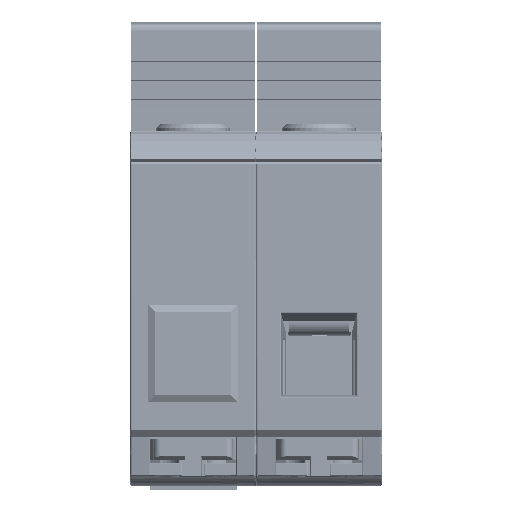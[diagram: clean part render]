
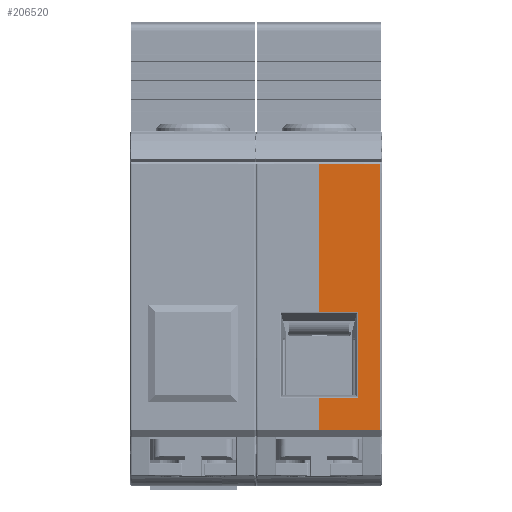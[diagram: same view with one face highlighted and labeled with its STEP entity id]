
A CAD part, front view. The second image highlights one B-rep face of the part: STEP entity #206520.
In plain terms, the highlighted planar face has unit normal (0, -1, 0).
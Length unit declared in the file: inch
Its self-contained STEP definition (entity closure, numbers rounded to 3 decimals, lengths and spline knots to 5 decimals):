
#4194 = CARTESIAN_POINT ( 'NONE',  ( -0.15945, -1.77165, 0.67802 ) ) ;
#7559 = VECTOR ( 'NONE', #57591, 39.37008 ) ;
#8894 = VECTOR ( 'NONE', #73076, 39.37008 ) ;
#12236 = CARTESIAN_POINT ( 'NONE',  ( 0., -1.77165, -0.99409 ) ) ;
#13105 = EDGE_CURVE ( 'NONE', #95329, #31077, #203522, .T. ) ;
#14877 = B_SPLINE_CURVE_WITH_KNOTS ( 'NONE', 3,
 ( #156593, #59811, #119338, #41156 ),
 .UNSPECIFIED., .F., .F.,
 ( 4, 4 ),
 ( 0., 1. ),
 .UNSPECIFIED. ) ;
#15328 = ORIENTED_EDGE ( 'NONE', *, *, #70249, .T. ) ;
#17053 = CARTESIAN_POINT ( 'NONE',  ( 0., -1.77165, 0.01858 ) ) ;
#17275 = EDGE_CURVE ( 'NONE', #87191, #235840, #76229, .T. ) ;
#21584 = DIRECTION ( 'NONE',  ( 0., 0., 1. ) ) ;
#21920 = DIRECTION ( 'NONE',  ( 1., 0., 0. ) ) ;
#22667 = EDGE_LOOP ( 'NONE', ( #230800, #40611, #144261, #15328, #126276, #28679, #138370, #66533, #175570, #52310 ) ) ;
#26251 = VECTOR ( 'NONE', #21920, 39.37008 ) ;
#28679 = ORIENTED_EDGE ( 'NONE', *, *, #13105, .F. ) ;
#31077 = VERTEX_POINT ( 'NONE', #90573 ) ;
#33741 = CARTESIAN_POINT ( 'NONE',  ( 0., -1.77165, 0.49812 ) ) ;
#36588 = EDGE_CURVE ( 'NONE', #59742, #237247, #14877, .T. ) ;
#39038 = CARTESIAN_POINT ( 'NONE',  ( -0.15945, -1.77156, 0.67857 ) ) ;
#40611 = ORIENTED_EDGE ( 'NONE', *, *, #99112, .F. ) ;
#41156 = CARTESIAN_POINT ( 'NONE',  ( 0., -1.77165, 0.67913 ) ) ;
#48254 = LINE ( 'NONE', #121550, #177984 ) ;
#49361 = CARTESIAN_POINT ( 'NONE',  ( -0.15945, -1.77152, 0.67911 ) ) ;
#50692 = LINE ( 'NONE', #222085, #78007 ) ;
#52310 = ORIENTED_EDGE ( 'NONE', *, *, #189043, .F. ) ;
#57591 = DIRECTION ( 'NONE',  ( 1., 0., 0. ) ) ;
#58903 = FACE_OUTER_BOUND ( 'NONE', #22667, .T. ) ;
#59742 = VERTEX_POINT ( 'NONE', #49361 ) ;
#59811 = CARTESIAN_POINT ( 'NONE',  ( -0.1063, -1.77165, 0.67913 ) ) ;
#60380 = VERTEX_POINT ( 'NONE', #214962 ) ;
#64419 = EDGE_CURVE ( 'NONE', #239421, #95329, #113912, .T. ) ;
#66533 = ORIENTED_EDGE ( 'NONE', *, *, #150230, .F. ) ;
#69661 = CARTESIAN_POINT ( 'NONE',  ( 0., -1.77165, -0.99409 ) ) ;
#70249 = EDGE_CURVE ( 'NONE', #87191, #82537, #116338, .T. ) ;
#73076 = DIRECTION ( 'NONE',  ( 0., 0., -1. ) ) ;
#73477 = DIRECTION ( 'NONE',  ( -1., 0., 0. ) ) ;
#76229 = LINE ( 'NONE', #227722, #7559 ) ;
#78007 = VECTOR ( 'NONE', #201000, 39.37008 ) ;
#79867 = VERTEX_POINT ( 'NONE', #206924 ) ;
#80287 = DIRECTION ( 'NONE',  ( 0., 0., -1. ) ) ;
#82537 = VERTEX_POINT ( 'NONE', #124459 ) ;
#87191 = VERTEX_POINT ( 'NONE', #236622 ) ;
#90573 = CARTESIAN_POINT ( 'NONE',  ( 0., -1.77165, -0.81152 ) ) ;
#90989 = VECTOR ( 'NONE', #80287, 39.37008 ) ;
#95329 = VERTEX_POINT ( 'NONE', #222138 ) ;
#99112 = EDGE_CURVE ( 'NONE', #235840, #59742, #174281, .T. ) ;
#107795 = EDGE_CURVE ( 'NONE', #60380, #79867, #185250, .T. ) ;
#107833 = DIRECTION ( 'NONE',  ( 0., 0., -1. ) ) ;
#108140 = DIRECTION ( 'NONE',  ( 0., 0., -1. ) ) ;
#113912 = LINE ( 'NONE', #17053, #26251 ) ;
#116004 = PLANE ( 'NONE',  #178711 ) ;
#116338 = LINE ( 'NONE', #188443, #90989 ) ;
#119338 = CARTESIAN_POINT ( 'NONE',  ( -0.05315, -1.77165, 0.67913 ) ) ;
#121550 = CARTESIAN_POINT ( 'NONE',  ( -0.21755, -1.77165, -0.99409 ) ) ;
#124459 = CARTESIAN_POINT ( 'NONE',  ( -0.34055, -1.77165, -0.81152 ) ) ;
#126276 = ORIENTED_EDGE ( 'NONE', *, *, #177290, .F. ) ;
#138370 = ORIENTED_EDGE ( 'NONE', *, *, #64419, .F. ) ;
#142028 = CARTESIAN_POINT ( 'NONE',  ( -0.15945, -1.77165, 0.67748 ) ) ;
#143557 = VECTOR ( 'NONE', #108140, 39.37008 ) ;
#144261 = ORIENTED_EDGE ( 'NONE', *, *, #17275, .F. ) ;
#148525 = VECTOR ( 'NONE', #73477, 39.37008 ) ;
#150230 = EDGE_CURVE ( 'NONE', #79867, #239421, #48254, .T. ) ;
#154502 = CARTESIAN_POINT ( 'NONE',  ( -0.15945, -1.77152, 0.67911 ) ) ;
#156593 = CARTESIAN_POINT ( 'NONE',  ( -0.15945, -1.77152, 0.67911 ) ) ;
#173117 = CARTESIAN_POINT ( 'NONE',  ( 0., -1.77165, -0.99409 ) ) ;
#174281 = B_SPLINE_CURVE_WITH_KNOTS ( 'NONE', 3,
 ( #174359, #4194, #39038, #154502 ),
 .UNSPECIFIED., .F., .F.,
 ( 4, 4 ),
 ( 0., 1. ),
 .UNSPECIFIED. ) ;
#174359 = CARTESIAN_POINT ( 'NONE',  ( -0.15945, -1.77165, 0.67748 ) ) ;
#175570 = ORIENTED_EDGE ( 'NONE', *, *, #107795, .F. ) ;
#177290 = EDGE_CURVE ( 'NONE', #31077, #82537, #50692, .T. ) ;
#177984 = VECTOR ( 'NONE', #107833, 39.37008 ) ;
#178711 = AXIS2_PLACEMENT_3D ( 'NONE', #173117, #191749, #21584 ) ;
#185250 = LINE ( 'NONE', #33741, #148525 ) ;
#188443 = CARTESIAN_POINT ( 'NONE',  ( -0.34055, -1.77165, -0.81152 ) ) ;
#189043 = EDGE_CURVE ( 'NONE', #237247, #60380, #239788, .T. ) ;
#191749 = DIRECTION ( 'NONE',  ( 0., 1., 0. ) ) ;
#194316 = CARTESIAN_POINT ( 'NONE',  ( 0., -1.77165, 0.67913 ) ) ;
#201000 = DIRECTION ( 'NONE',  ( -1., 0., 0. ) ) ;
#203522 = LINE ( 'NONE', #12236, #8894 ) ;
#206520 = ADVANCED_FACE ( 'NONE', ( #58903 ), #116004, .F. ) ;
#206924 = CARTESIAN_POINT ( 'NONE',  ( -0.21755, -1.77165, 0.49812 ) ) ;
#211231 = CARTESIAN_POINT ( 'NONE',  ( -0.21755, -1.77165, 0.01858 ) ) ;
#214962 = CARTESIAN_POINT ( 'NONE',  ( 0., -1.77165, 0.49812 ) ) ;
#222085 = CARTESIAN_POINT ( 'NONE',  ( 0., -1.77165, -0.81152 ) ) ;
#222138 = CARTESIAN_POINT ( 'NONE',  ( 0., -1.77165, 0.01858 ) ) ;
#227722 = CARTESIAN_POINT ( 'NONE',  ( 0., -1.77165, 0.67748 ) ) ;
#230800 = ORIENTED_EDGE ( 'NONE', *, *, #36588, .F. ) ;
#235840 = VERTEX_POINT ( 'NONE', #142028 ) ;
#236622 = CARTESIAN_POINT ( 'NONE',  ( -0.34055, -1.77165, 0.67748 ) ) ;
#237247 = VERTEX_POINT ( 'NONE', #194316 ) ;
#239421 = VERTEX_POINT ( 'NONE', #211231 ) ;
#239788 = LINE ( 'NONE', #69661, #143557 ) ;
